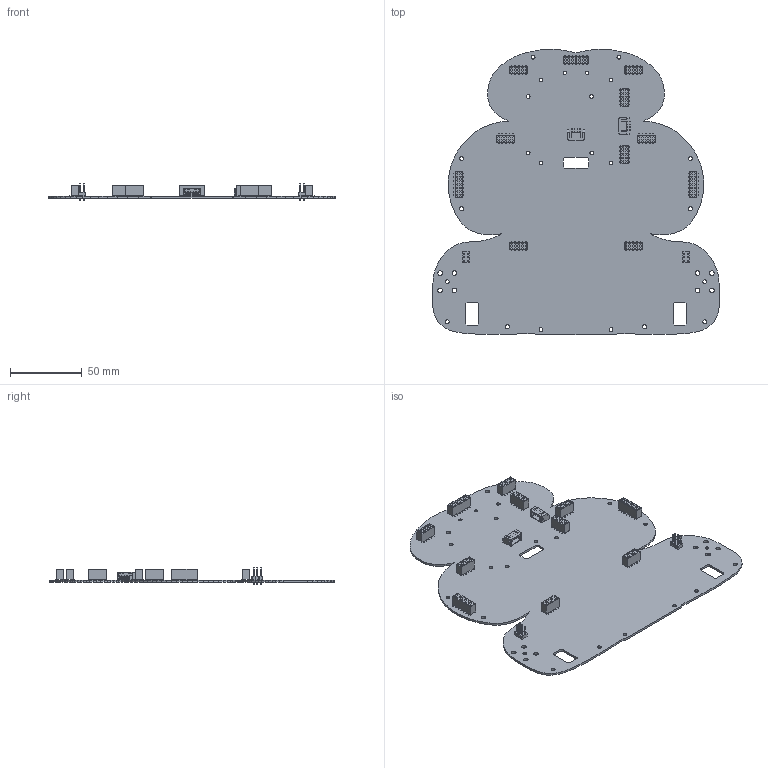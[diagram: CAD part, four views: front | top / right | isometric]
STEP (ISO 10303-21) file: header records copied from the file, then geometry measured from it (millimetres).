
FILE_DESCRIPTION(('KiCad electronic assembly'),'2;1');
FILE_NAME('NB3_body.step','2025-06-02T14:55:15',('Pcbnew'),('Kicad'), 'Open CASCADE STEP processor 7.8','KiCad to STEP converter','Unknown' );
FILE_SCHEMA(('AUTOMOTIVE_DESIGN { 1 0 10303 214 1 1 1 1 }'));
Length unit declared in the file: millimetre
Products named in the file (6): NB3_body 1; PinSocket_2x05_P2.54mm_Vertical_SMD; PinHeader_2x03_P2.54mm_Vertical; PinSocket_2x07_P2.54mm_Vertical_SMD; Connector_S4B-PH-SM4-TB(LF)(SN); NB3_body_PCB
Assembly tree (16 placements, depth 2):
  NB3_body 1
    PinSocket_2x05_P2.54mm_Vertical_SMD  x8
    PinHeader_2x03_P2.54mm_Vertical  x2
    PinSocket_2x07_P2.54mm_Vertical_SMD  x3
    Connector_S4B-PH-SM4-TB(LF)(SN)  x2
    NB3_body_PCB
Bounding box: 200 x 199.46 x 11.54 mm (x, y, z)
Volume: 52395.8 mm3; surface area: 72310.8 mm2
Topology: 16 solids, 16 shells, 4561 faces, 11683 edges, 7430 vertices
Faces by surface type: plane 4127, cylinder 434
Full cylindrical faces by diameter (mm): 1 x12, 2.2 x2, 2.7 x22, 3.2 x8
Entity records: 49298 total; most frequent: CARTESIAN_POINT 6873, ORIENTED_EDGE 6782, DIRECTION 6251, EDGE_CURVE 3391, LINE 3135, VECTOR 3135, VERTEX_POINT 2180, AXIS2_PLACEMENT_3D 1558
